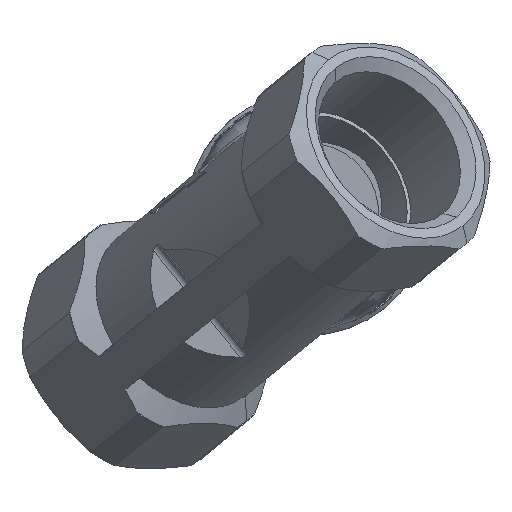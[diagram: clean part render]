
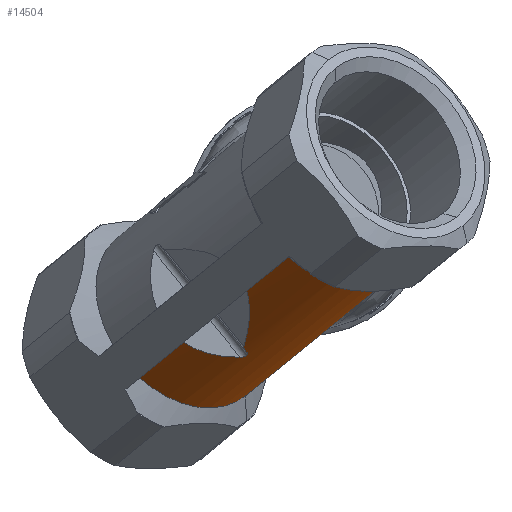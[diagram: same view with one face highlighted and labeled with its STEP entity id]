
A CAD part, front view. The second image highlights one B-rep face of the part: STEP entity #14504.
In plain terms, the highlighted cylindrical face has radius 18 mm (diameter 36 mm), a partial arc.
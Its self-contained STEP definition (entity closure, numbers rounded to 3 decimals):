
#141 = CARTESIAN_POINT ( 'NONE',  ( 49.789, 12.869, -12.585 ) ) ;
#786 = CARTESIAN_POINT ( 'NONE',  ( 0., 17.605, -3.75 ) ) ;
#1814 = CARTESIAN_POINT ( 'NONE',  ( 36.845, 17.036, -6.422 ) ) ;
#2243 = EDGE_CURVE ( 'NONE', #16638, #26442, #4143, .T. ) ;
#2381 = CARTESIAN_POINT ( 'NONE',  ( 0., 0., -18. ) ) ;
#2521 = CARTESIAN_POINT ( 'NONE',  ( 50.136, 12.933, -12.519 ) ) ;
#4143 = CIRCLE ( 'NONE', #11984, 18. ) ;
#4887 = CARTESIAN_POINT ( 'NONE',  ( 50.44, 13.066, -12.381 ) ) ;
#4913 = CARTESIAN_POINT ( 'NONE',  ( 69.156, 0., 0. ) ) ;
#5692 =( BOUNDED_CURVE ( )  B_SPLINE_CURVE ( 3, ( #27610, #13435, #30009, #15809 ),
 .UNSPECIFIED., .F., .F. ) 
 B_SPLINE_CURVE_WITH_KNOTS ( ( 4, 4 ),
 ( 5.545, 6.073 ),
 .UNSPECIFIED. ) 
 CURVE ( )  GEOMETRIC_REPRESENTATION_ITEM ( )  RATIONAL_B_SPLINE_CURVE ( ( 1., 0.977, 0.977, 1. ) ) 
 REPRESENTATION_ITEM ( '' )  );
#6361 = DIRECTION ( 'NONE',  ( 0., 0., -1. ) ) ;
#6649 = DIRECTION ( 'NONE',  ( 1., 0., 0. ) ) ;
#7033 = CARTESIAN_POINT ( 'NONE',  ( 47.646, 14.129, -11.152 ) ) ;
#7140 = CARTESIAN_POINT ( 'NONE',  ( 48.745, 13.203, -12.235 ) ) ;
#7248 = CARTESIAN_POINT ( 'NONE',  ( 50.685, 13.243, -12.192 ) ) ;
#7276 = DIRECTION ( 'NONE',  ( 0., 0., -1. ) ) ;
#7765 = CARTESIAN_POINT ( 'NONE',  ( 48.49, 13.472, -11.938 ) ) ;
#8338 = ORIENTED_EDGE ( 'NONE', *, *, #8710, .T. ) ;
#8710 = EDGE_CURVE ( 'NONE', #9120, #11721, #20050, .T. ) ;
#8934 = CARTESIAN_POINT ( 'NONE',  ( 47.406, 14.206, -11.054 ) ) ;
#8976 = VERTEX_POINT ( 'NONE', #29810 ) ;
#9034 = DIRECTION ( 'NONE',  ( 0., 0., -1. ) ) ;
#9120 = VERTEX_POINT ( 'NONE', #14681 ) ;
#9248 = ORIENTED_EDGE ( 'NONE', *, *, #28460, .F. ) ;
#9424 = CARTESIAN_POINT ( 'NONE',  ( 47.858, 14.027, -11.28 ) ) ;
#9527 = CARTESIAN_POINT ( 'NONE',  ( 49.004, 13.033, -12.416 ) ) ;
#10008 = ORIENTED_EDGE ( 'NONE', *, *, #22115, .T. ) ;
#10126 = ORIENTED_EDGE ( 'NONE', *, *, #17672, .T. ) ;
#10602 =( BOUNDED_CURVE ( )  B_SPLINE_CURVE ( 3, ( #15955, #1814, #23091, #8934 ),
 .UNSPECIFIED., .F., .F. ) 
 B_SPLINE_CURVE_WITH_KNOTS ( ( 4, 4 ),
 ( 3.351, 3.803 ),
 .UNSPECIFIED. ) 
 CURVE ( )  GEOMETRIC_REPRESENTATION_ITEM ( )  RATIONAL_B_SPLINE_CURVE ( ( 1., 0.983, 0.983, 1. ) ) 
 REPRESENTATION_ITEM ( '' )  );
#10675 = LINE ( 'NONE', #11361, #28824 ) ;
#11124 = CARTESIAN_POINT ( 'NONE',  ( 21.259, 0., 0. ) ) ;
#11348 = AXIS2_PLACEMENT_3D ( 'NONE', #4913, #21435, #7276 ) ;
#11361 = CARTESIAN_POINT ( 'NONE',  ( 0., 17.605, -3.75 ) ) ;
#11721 = VERTEX_POINT ( 'NONE', #7765 ) ;
#11732 = VECTOR ( 'NONE', #21279, 1000. ) ;
#11801 = CARTESIAN_POINT ( 'NONE',  ( 48.226, 13.778, -11.585 ) ) ;
#11907 = CARTESIAN_POINT ( 'NONE',  ( 49.317, 12.913, -12.54 ) ) ;
#11984 = AXIS2_PLACEMENT_3D ( 'NONE', #11124, #25259, #6361 ) ;
#12471 = EDGE_CURVE ( 'NONE', #30572, #25869, #18317, .T. ) ;
#12562 = LINE ( 'NONE', #2381, #11732 ) ;
#13435 = CARTESIAN_POINT ( 'NONE',  ( 52.913, 15.471, -9.745 ) ) ;
#13679 = CARTESIAN_POINT ( 'NONE',  ( 0., 0., 0. ) ) ;
#13746 = ORIENTED_EDGE ( 'NONE', *, *, #24733, .F. ) ;
#14182 = CARTESIAN_POINT ( 'NONE',  ( 48.49, 13.472, -11.938 ) ) ;
#14183 = CARTESIAN_POINT ( 'NONE',  ( 48.49, 13.472, -11.938 ) ) ;
#14293 = CARTESIAN_POINT ( 'NONE',  ( 49.667, 12.866, -12.589 ) ) ;
#14504 = ADVANCED_FACE ( 'NONE', ( #28262 ), #15677, .T. ) ;
#14681 = CARTESIAN_POINT ( 'NONE',  ( 47.406, 14.206, -11.054 ) ) ;
#15365 = CARTESIAN_POINT ( 'NONE',  ( 69.156, 17.605, -3.75 ) ) ;
#15677 = CYLINDRICAL_SURFACE ( 'NONE', #25848, 18. ) ;
#15809 = CARTESIAN_POINT ( 'NONE',  ( 55.047, 17.605, -3.75 ) ) ;
#15851 = CARTESIAN_POINT ( 'NONE',  ( 34.721, 17.605, -3.75 ) ) ;
#15955 = CARTESIAN_POINT ( 'NONE',  ( 34.721, 17.605, -3.75 ) ) ;
#16267 = CARTESIAN_POINT ( 'NONE',  ( 21.259, 0., -18. ) ) ;
#16582 = EDGE_CURVE ( 'NONE', #18671, #9120, #10602, .T. ) ;
#16638 = VERTEX_POINT ( 'NONE', #16267 ) ;
#16654 = CARTESIAN_POINT ( 'NONE',  ( 50.022, 12.903, -12.551 ) ) ;
#17495 = ORIENTED_EDGE ( 'NONE', *, *, #2243, .T. ) ;
#17672 = EDGE_CURVE ( 'NONE', #20905, #25869, #5692, .T. ) ;
#18317 = LINE ( 'NONE', #786, #23119 ) ;
#18671 = VERTEX_POINT ( 'NONE', #15851 ) ;
#19040 = CARTESIAN_POINT ( 'NONE',  ( 50.343, 13.015, -12.434 ) ) ;
#19420 = ORIENTED_EDGE ( 'NONE', *, *, #22510, .F. ) ;
#20050 = B_SPLINE_CURVE_WITH_KNOTS ( 'NONE', 3,
 ( #23580, #21094, #7033, #9424, #25938, #11801, #28356, #14183 ),
 .UNSPECIFIED., .F., .F.,
 ( 4, 2, 2, 4 ),
 ( 0.012, 0.012, 0.012, 0.013 ),
 .UNSPECIFIED. ) ;
#20905 = VERTEX_POINT ( 'NONE', #25530 ) ;
#21085 = CIRCLE ( 'NONE', #11348, 18. ) ;
#21094 = CARTESIAN_POINT ( 'NONE',  ( 47.53, 14.173, -11.096 ) ) ;
#21279 = DIRECTION ( 'NONE',  ( 1., 0., 0. ) ) ;
#21307 = CARTESIAN_POINT ( 'NONE',  ( 48.605, 13.332, -12.094 ) ) ;
#21407 = CARTESIAN_POINT ( 'NONE',  ( 50.609, 13.18, -12.26 ) ) ;
#21435 = DIRECTION ( 'NONE',  ( 1., 0., 0. ) ) ;
#21582 = CARTESIAN_POINT ( 'NONE',  ( 21.259, 17.605, -3.75 ) ) ;
#21954 = DIRECTION ( 'NONE',  ( -1., 0., 0. ) ) ;
#22115 = EDGE_CURVE ( 'NONE', #11721, #20905, #24074, .T. ) ;
#22510 = EDGE_CURVE ( 'NONE', #16638, #8976, #12562, .T. ) ;
#22525 = DIRECTION ( 'NONE',  ( -1., 0., 0. ) ) ;
#23091 = CARTESIAN_POINT ( 'NONE',  ( 41.146, 15.884, -8.898 ) ) ;
#23119 = VECTOR ( 'NONE', #21954, 1000. ) ;
#23580 = CARTESIAN_POINT ( 'NONE',  ( 47.406, 14.206, -11.054 ) ) ;
#23682 = CARTESIAN_POINT ( 'NONE',  ( 48.824, 13.142, -12.3 ) ) ;
#23788 = CARTESIAN_POINT ( 'NONE',  ( 50.752, 13.31, -12.118 ) ) ;
#23887 = ORIENTED_EDGE ( 'NONE', *, *, #16582, .T. ) ;
#24020 = EDGE_LOOP ( 'NONE', ( #19420, #17495, #13746, #23887, #8338, #10008, #10126, #24312, #9248 ) ) ;
#24074 = B_SPLINE_CURVE_WITH_KNOTS ( 'NONE', 3,
 ( #14182, #27638, #21307, #7140, #23682, #9527, #26041, #11907, #28455, #14293, #141, #16654, #2521, #19040, #4887, #21407, #7248, #23788 ),
 .UNSPECIFIED., .F., .F.,
 ( 4, 2, 2, 2, 2, 2, 2, 2, 4 ),
 ( 0.008, 0.009, 0.009, 0.009, 0.01, 0.01, 0.01, 0.011, 0.011 ),
 .UNSPECIFIED. ) ;
#24312 = ORIENTED_EDGE ( 'NONE', *, *, #12471, .F. ) ;
#24733 = EDGE_CURVE ( 'NONE', #18671, #26442, #10675, .T. ) ;
#25259 = DIRECTION ( 'NONE',  ( 1., 0., 0. ) ) ;
#25530 = CARTESIAN_POINT ( 'NONE',  ( 50.752, 13.31, -12.118 ) ) ;
#25619 = CARTESIAN_POINT ( 'NONE',  ( 55.047, 17.605, -3.75 ) ) ;
#25848 = AXIS2_PLACEMENT_3D ( 'NONE', #13679, #6649, #9034 ) ;
#25869 = VERTEX_POINT ( 'NONE', #25619 ) ;
#25938 = CARTESIAN_POINT ( 'NONE',  ( 47.957, 13.969, -11.353 ) ) ;
#26041 = CARTESIAN_POINT ( 'NONE',  ( 49.102, 12.986, -12.464 ) ) ;
#26442 = VERTEX_POINT ( 'NONE', #21582 ) ;
#27610 = CARTESIAN_POINT ( 'NONE',  ( 50.752, 13.31, -12.118 ) ) ;
#27638 = CARTESIAN_POINT ( 'NONE',  ( 48.543, 13.401, -12.017 ) ) ;
#28262 = FACE_OUTER_BOUND ( 'NONE', #24020, .T. ) ;
#28356 = CARTESIAN_POINT ( 'NONE',  ( 48.37, 13.632, -11.757 ) ) ;
#28455 = CARTESIAN_POINT ( 'NONE',  ( 49.432, 12.888, -12.566 ) ) ;
#28460 = EDGE_CURVE ( 'NONE', #8976, #30572, #21085, .T. ) ;
#28824 = VECTOR ( 'NONE', #22525, 1000. ) ;
#29810 = CARTESIAN_POINT ( 'NONE',  ( 69.156, 0., -18. ) ) ;
#30009 = CARTESIAN_POINT ( 'NONE',  ( 54.379, 16.936, -6.889 ) ) ;
#30572 = VERTEX_POINT ( 'NONE', #15365 ) ;
